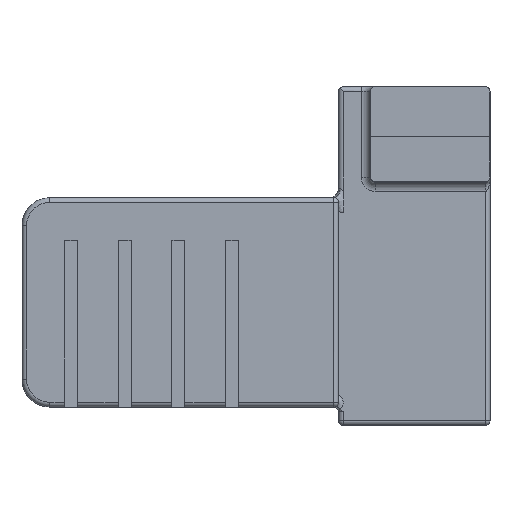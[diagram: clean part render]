
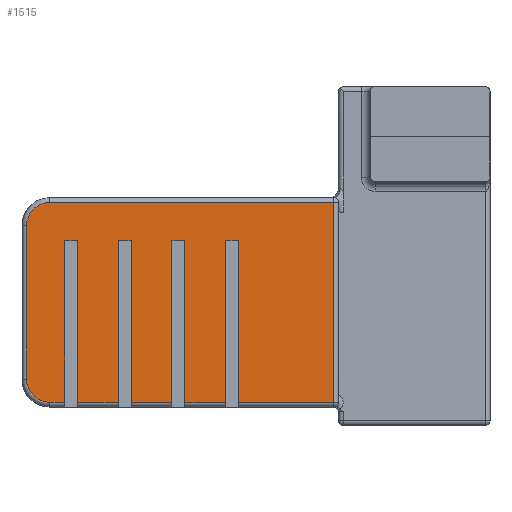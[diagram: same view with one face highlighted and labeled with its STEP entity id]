
A CAD part, top view. The second image highlights one B-rep face of the part: STEP entity #1515.
In plain terms, the highlighted planar face has unit normal (0, 0, 1).
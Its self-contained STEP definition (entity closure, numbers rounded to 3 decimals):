
#59=PLANE('',#1694);
#152=LINE('',#2666,#280);
#158=LINE('',#2677,#286);
#160=LINE('',#2683,#288);
#161=LINE('',#2691,#289);
#162=LINE('',#2700,#290);
#183=LINE('',#2805,#311);
#189=LINE('',#2816,#317);
#190=LINE('',#2820,#318);
#191=LINE('',#2824,#319);
#192=LINE('',#2828,#320);
#194=LINE('',#2832,#322);
#196=LINE('',#2836,#324);
#197=LINE('',#2840,#325);
#198=LINE('',#2844,#326);
#200=LINE('',#2848,#328);
#202=LINE('',#2852,#330);
#203=LINE('',#2855,#331);
#204=LINE('',#2864,#332);
#205=LINE('',#2896,#333);
#206=LINE('',#2900,#334);
#280=VECTOR('',#1933,10.);
#286=VECTOR('',#1943,10.);
#288=VECTOR('',#1951,10.);
#289=VECTOR('',#1962,10.);
#290=VECTOR('',#1975,10.);
#311=VECTOR('',#2068,10.);
#317=VECTOR('',#2078,10.);
#318=VECTOR('',#2083,10.);
#319=VECTOR('',#2088,10.);
#320=VECTOR('',#2093,10.);
#322=VECTOR('',#2097,10.);
#324=VECTOR('',#2101,10.);
#325=VECTOR('',#2106,10.);
#326=VECTOR('',#2111,10.);
#328=VECTOR('',#2115,10.);
#330=VECTOR('',#2119,10.);
#331=VECTOR('',#2124,10.);
#332=VECTOR('',#2137,10.);
#333=VECTOR('',#2146,10.);
#334=VECTOR('',#2153,10.);
#460=FACE_OUTER_BOUND('',#553,.T.);
#553=EDGE_LOOP('',(#1397,#1398,#1399,#1400,#1401,#1402,#1403,#1404,#1405,
#1406,#1407,#1408,#1409,#1410,#1411,#1412,#1413,#1414,#1415,#1416,#1417,
#1418));
#604=CIRCLE('',#1619,2.5);
#607=CIRCLE('',#1624,2.5);
#723=VERTEX_POINT('',#2664);
#724=VERTEX_POINT('',#2665);
#727=VERTEX_POINT('',#2676);
#728=VERTEX_POINT('',#2682);
#729=VERTEX_POINT('',#2686);
#730=VERTEX_POINT('',#2690);
#731=VERTEX_POINT('',#2694);
#732=VERTEX_POINT('',#2698);
#749=VERTEX_POINT('',#2803);
#750=VERTEX_POINT('',#2804);
#753=VERTEX_POINT('',#2815);
#754=VERTEX_POINT('',#2819);
#755=VERTEX_POINT('',#2823);
#756=VERTEX_POINT('',#2827);
#757=VERTEX_POINT('',#2831);
#758=VERTEX_POINT('',#2835);
#759=VERTEX_POINT('',#2839);
#760=VERTEX_POINT('',#2843);
#761=VERTEX_POINT('',#2847);
#762=VERTEX_POINT('',#2851);
#763=VERTEX_POINT('',#2857);
#764=VERTEX_POINT('',#2862);
#894=EDGE_CURVE('',#723,#724,#152,.F.);
#900=EDGE_CURVE('',#724,#727,#158,.T.);
#903=EDGE_CURVE('',#727,#728,#160,.T.);
#905=EDGE_CURVE('',#728,#729,#604,.T.);
#907=EDGE_CURVE('',#729,#730,#161,.T.);
#909=EDGE_CURVE('',#730,#731,#607,.T.);
#912=EDGE_CURVE('',#732,#723,#162,.T.);
#948=EDGE_CURVE('',#749,#750,#183,.T.);
#954=EDGE_CURVE('',#750,#753,#189,.T.);
#956=EDGE_CURVE('',#754,#749,#190,.T.);
#958=EDGE_CURVE('',#755,#732,#191,.T.);
#960=EDGE_CURVE('',#756,#755,#192,.T.);
#962=EDGE_CURVE('',#757,#756,#194,.F.);
#964=EDGE_CURVE('',#758,#757,#196,.T.);
#966=EDGE_CURVE('',#759,#758,#197,.T.);
#968=EDGE_CURVE('',#760,#759,#198,.T.);
#970=EDGE_CURVE('',#761,#760,#200,.F.);
#972=EDGE_CURVE('',#762,#761,#202,.T.);
#974=EDGE_CURVE('',#753,#762,#203,.T.);
#979=EDGE_CURVE('',#764,#754,#204,.T.);
#983=EDGE_CURVE('',#763,#764,#205,.T.);
#984=EDGE_CURVE('',#731,#763,#206,.T.);
#1397=ORIENTED_EDGE('',*,*,#912,.F.);
#1398=ORIENTED_EDGE('',*,*,#958,.F.);
#1399=ORIENTED_EDGE('',*,*,#960,.F.);
#1400=ORIENTED_EDGE('',*,*,#962,.F.);
#1401=ORIENTED_EDGE('',*,*,#964,.F.);
#1402=ORIENTED_EDGE('',*,*,#966,.F.);
#1403=ORIENTED_EDGE('',*,*,#968,.F.);
#1404=ORIENTED_EDGE('',*,*,#970,.F.);
#1405=ORIENTED_EDGE('',*,*,#972,.F.);
#1406=ORIENTED_EDGE('',*,*,#974,.F.);
#1407=ORIENTED_EDGE('',*,*,#954,.F.);
#1408=ORIENTED_EDGE('',*,*,#948,.F.);
#1409=ORIENTED_EDGE('',*,*,#956,.F.);
#1410=ORIENTED_EDGE('',*,*,#979,.F.);
#1411=ORIENTED_EDGE('',*,*,#983,.F.);
#1412=ORIENTED_EDGE('',*,*,#984,.F.);
#1413=ORIENTED_EDGE('',*,*,#909,.F.);
#1414=ORIENTED_EDGE('',*,*,#907,.F.);
#1415=ORIENTED_EDGE('',*,*,#905,.F.);
#1416=ORIENTED_EDGE('',*,*,#903,.F.);
#1417=ORIENTED_EDGE('',*,*,#900,.F.);
#1418=ORIENTED_EDGE('',*,*,#894,.F.);
#1515=ADVANCED_FACE('',(#460),#59,.T.);
#1619=AXIS2_PLACEMENT_3D('',#2687,#1956,#1957);
#1624=AXIS2_PLACEMENT_3D('',#2695,#1967,#1968);
#1694=AXIS2_PLACEMENT_3D('',#2899,#2151,#2152);
#1933=DIRECTION('',(1.,0.,0.));
#1943=DIRECTION('',(0.,-1.,0.));
#1951=DIRECTION('',(-1.,0.,0.));
#1956=DIRECTION('center_axis',(0.,0.,
-1.));
#1957=DIRECTION('ref_axis',(-0.707,-0.707,0.));
#1962=DIRECTION('',(0.,1.,0.));
#1967=DIRECTION('center_axis',(0.,0.,
-1.));
#1968=DIRECTION('ref_axis',(-0.707,0.707,0.));
#1975=DIRECTION('',(0.,1.,0.));
#2068=DIRECTION('',(-1.,0.,0.));
#2078=DIRECTION('',(0.,-1.,0.));
#2083=DIRECTION('',(0.,1.,0.));
#2088=DIRECTION('',(-1.,0.,0.));
#2093=DIRECTION('',(0.,-1.,0.));
#2097=DIRECTION('',(1.,0.,0.));
#2101=DIRECTION('',(0.,1.,0.));
#2106=DIRECTION('',(-1.,0.,0.));
#2111=DIRECTION('',(0.,-1.,0.));
#2115=DIRECTION('',(1.,0.,0.));
#2119=DIRECTION('',(0.,1.,0.));
#2124=DIRECTION('',(-1.,0.,0.));
#2137=DIRECTION('',(-1.,0.,0.));
#2146=DIRECTION('',(0.,-1.,0.));
#2151=DIRECTION('center_axis',(0.,0.,
1.));
#2152=DIRECTION('ref_axis',(-1.,0.,0.));
#2153=DIRECTION('',(1.,0.,0.));
#2664=CARTESIAN_POINT('',(23.408,106.812,-16.581));
#2665=CARTESIAN_POINT('',(22.008,106.812,-16.581));
#2666=CARTESIAN_POINT('',(32.89,106.812,-16.581));
#2676=CARTESIAN_POINT('',(22.008,89.313,-16.583));
#2677=CARTESIAN_POINT('',(22.008,111.764,-16.58));
#2682=CARTESIAN_POINT('',(20.408,89.313,-16.583));
#2683=CARTESIAN_POINT('',(38.69,89.313,-16.583));
#2686=CARTESIAN_POINT('',(17.908,91.813,-16.582));
#2687=CARTESIAN_POINT('Origin',(20.408,91.813,-16.582));
#2690=CARTESIAN_POINT('',(17.908,108.414,-16.581));
#2691=CARTESIAN_POINT('',(17.908,118.414,-16.58));
#2694=CARTESIAN_POINT('',(20.408,110.914,-16.58));
#2695=CARTESIAN_POINT('Origin',(20.408,108.414,-16.581));
#2698=CARTESIAN_POINT('',(23.408,89.277,-16.583));
#2700=CARTESIAN_POINT('',(23.408,114.264,-16.58));
#2803=CARTESIAN_POINT('',(40.808,106.812,-16.581));
#2804=CARTESIAN_POINT('',(39.408,106.812,-16.581));
#2805=CARTESIAN_POINT('',(40.396,106.812,-16.581));
#2815=CARTESIAN_POINT('',(39.408,89.277,-16.583));
#2816=CARTESIAN_POINT('',(39.408,108.881,-16.581));
#2819=CARTESIAN_POINT('',(40.808,89.277,-16.583));
#2820=CARTESIAN_POINT('',(40.808,98.881,-16.582));
#2823=CARTESIAN_POINT('',(27.808,89.277,-16.583));
#2824=CARTESIAN_POINT('',(32.89,89.277,-16.583));
#2827=CARTESIAN_POINT('',(27.808,106.812,-16.581));
#2828=CARTESIAN_POINT('',(27.808,101.766,-16.581));
#2831=CARTESIAN_POINT('',(29.208,106.812,-16.581));
#2832=CARTESIAN_POINT('',(32.89,106.812,-16.581));
#2835=CARTESIAN_POINT('',(29.208,89.277,-16.583));
#2836=CARTESIAN_POINT('',(29.208,101.766,-16.581));
#2839=CARTESIAN_POINT('',(33.608,89.277,-16.583));
#2840=CARTESIAN_POINT('',(32.89,89.277,-16.583));
#2843=CARTESIAN_POINT('',(33.608,106.812,-16.581));
#2844=CARTESIAN_POINT('',(33.608,101.766,-16.581));
#2847=CARTESIAN_POINT('',(35.008,106.812,-16.581));
#2848=CARTESIAN_POINT('',(32.89,106.812,-16.581));
#2851=CARTESIAN_POINT('',(35.008,89.277,-16.583));
#2852=CARTESIAN_POINT('',(35.008,101.766,-16.581));
#2855=CARTESIAN_POINT('',(32.89,89.277,-16.583));
#2857=CARTESIAN_POINT('',(51.108,110.914,-16.58));
#2862=CARTESIAN_POINT('',(51.108,89.277,-16.583));
#2864=CARTESIAN_POINT('',(32.89,89.277,-16.583));
#2896=CARTESIAN_POINT('',(51.108,114.264,-16.58));
#2899=CARTESIAN_POINT('Origin',(39.985,123.414,-16.579));
#2900=CARTESIAN_POINT('',(32.89,110.914,-16.58));
